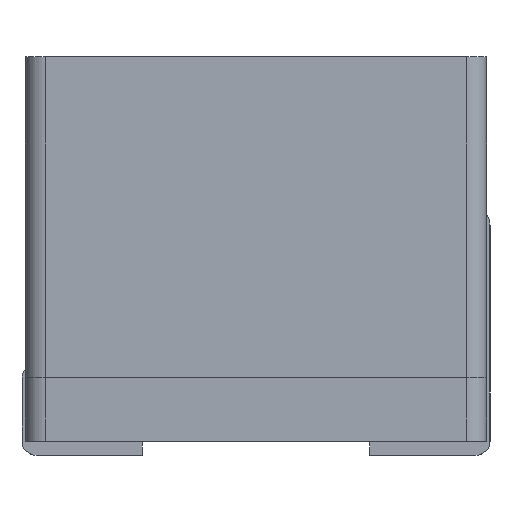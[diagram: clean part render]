
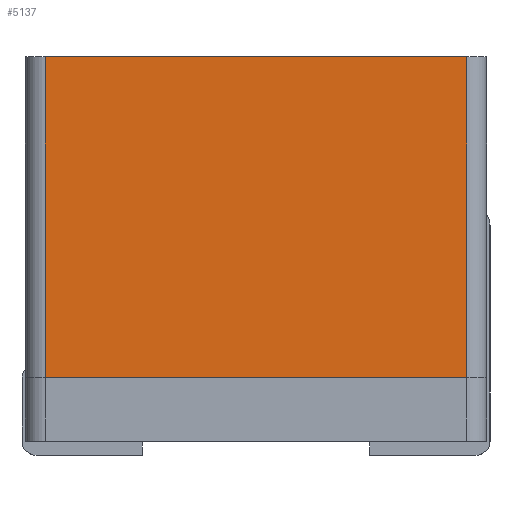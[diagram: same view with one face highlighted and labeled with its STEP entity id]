
A CAD part, left-side view. The second image highlights one B-rep face of the part: STEP entity #5137.
In plain terms, the highlighted planar face has unit normal (-1, 0, 0).
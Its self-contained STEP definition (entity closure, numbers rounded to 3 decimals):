
#541=ORIENTED_EDGE('',*,*,#1645,.T.);
#542=ORIENTED_EDGE('',*,*,#1653,.F.);
#543=ORIENTED_EDGE('',*,*,#1579,.F.);
#544=ORIENTED_EDGE('',*,*,#1656,.T.);
#1579=EDGE_CURVE('',#2148,#2141,#2478,.T.);
#1645=EDGE_CURVE('',#2211,#2210,#2508,.T.);
#1653=EDGE_CURVE('',#2141,#2210,#2512,.T.);
#1656=EDGE_CURVE('',#2148,#2211,#2515,.T.);
#2141=VERTEX_POINT('',#6654);
#2148=VERTEX_POINT('',#6667);
#2210=VERTEX_POINT('',#6960);
#2211=VERTEX_POINT('',#6962);
#2478=LINE('',#6668,#2785);
#2508=LINE('',#6961,#2815);
#2512=LINE('',#6976,#2819);
#2515=LINE('',#6983,#2822);
#2785=VECTOR('',#5624,1000.);
#2815=VECTOR('',#5664,1000.);
#2819=VECTOR('',#5680,1000.);
#2822=VECTOR('',#5691,1000.);
#3101=EDGE_LOOP('',(#541,#542,#543,#544));
#3352=FACE_BOUND('',#3101,.T.);
#3585=PLANE('',#5392);
#5137=ADVANCED_FACE('',(#3352),#3585,.F.);
#5392=AXIS2_PLACEMENT_3D('',#6984,#5692,#5693);
#5624=DIRECTION('',(0.,-1.,0.));
#5664=DIRECTION('',(0.,-1.,0.));
#5680=DIRECTION('',(0.,0.,-1.));
#5691=DIRECTION('',(0.,0.,-1.));
#5692=DIRECTION('',(1.,0.,0.));
#5693=DIRECTION('',(0.,1.,0.));
#6654=CARTESIAN_POINT('',(-3.45,-3.15,4.8));
#6667=CARTESIAN_POINT('',(-3.45,3.15,4.8));
#6668=CARTESIAN_POINT('',(-3.45,3.15,4.8));
#6960=CARTESIAN_POINT('',(-3.45,-3.15,0.));
#6961=CARTESIAN_POINT('',(-3.45,3.15,0.));
#6962=CARTESIAN_POINT('',(-3.45,3.15,0.));
#6976=CARTESIAN_POINT('',(-3.45,-3.15,4.8));
#6983=CARTESIAN_POINT('',(-3.45,3.15,4.8));
#6984=CARTESIAN_POINT('',(-3.45,3.15,4.8));
